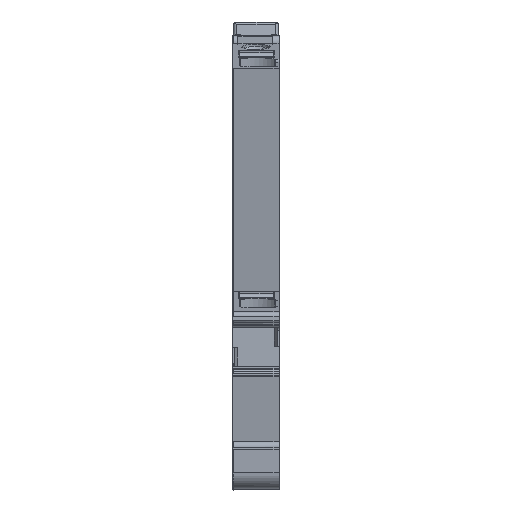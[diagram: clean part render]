
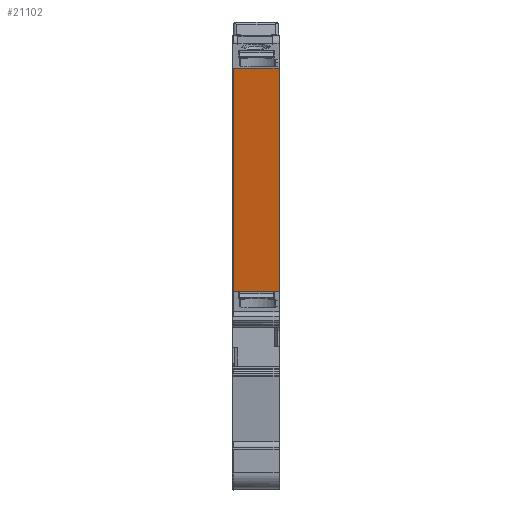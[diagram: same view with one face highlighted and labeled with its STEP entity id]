
A CAD part, front view. The second image highlights one B-rep face of the part: STEP entity #21102.
In plain terms, the highlighted planar face has unit normal (0, -0.983, -0.183).
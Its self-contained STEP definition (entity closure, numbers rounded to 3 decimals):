
#21089=AXIS2_PLACEMENT_3D('Plane Axis2P3D',#21086,#21087,#21088) ;
#5069=CARTESIAN_POINT('Vertex',(5.1,9.276,46.614)) ;
#5072=CARTESIAN_POINT('Line Origine',(5.1,11.569,34.287)) ;
#5076=CARTESIAN_POINT('Vertex',(5.1,13.861,21.96)) ;
#15618=CARTESIAN_POINT('Vertex',(0.05,13.861,21.96)) ;
#15645=CARTESIAN_POINT('Control Point',(0.05,9.276,46.614)) ;
#15646=CARTESIAN_POINT('Control Point',(0.05,10.193,41.683)) ;
#15647=CARTESIAN_POINT('Control Point',(0.05,11.11,36.752)) ;
#15648=CARTESIAN_POINT('Control Point',(0.05,12.027,31.821)) ;
#15649=CARTESIAN_POINT('Control Point',(0.05,12.944,26.89)) ;
#15650=CARTESIAN_POINT('Control Point',(0.05,13.861,21.96)) ;
#15651=CARTESIAN_POINT('Vertex',(0.05,9.276,46.614)) ;
#15667=CARTESIAN_POINT('Line Origine',(2.575,9.276,46.614)) ;
#21086=CARTESIAN_POINT('Axis2P3D Location',(0.,13.861,21.96)) ;
#21091=CARTESIAN_POINT('Line Origine',(2.575,13.861,21.96)) ;
#5073=DIRECTION('Vector Direction',(0.,-0.183,0.983)) ;
#15668=DIRECTION('Vector Direction',(1.,0.,0.)) ;
#21087=DIRECTION('Axis2P3D Direction',(0.,0.983,0.183)) ;
#21088=DIRECTION('Axis2P3D XDirection',(0.,-0.183,0.983)) ;
#21092=DIRECTION('Vector Direction',(1.,0.,0.)) ;
#5074=VECTOR('Line Direction',#5073,1.) ;
#15669=VECTOR('Line Direction',#15668,1.) ;
#21093=VECTOR('Line Direction',#21092,1.) ;
#21097=ORIENTED_EDGE('',*,*,#15653,.F.) ;
#21098=ORIENTED_EDGE('',*,*,#21095,.T.) ;
#21099=ORIENTED_EDGE('',*,*,#5078,.T.) ;
#21100=ORIENTED_EDGE('',*,*,#15671,.F.) ;
#21102=ADVANCED_FACE('MLD',(#21101),#21090,.F.) ;
#15644=B_SPLINE_CURVE_WITH_KNOTS('',5,(#15645,#15646,#15647,#15648,#15649,#15650),.UNSPECIFIED.,.F.,.U.,(6,6),(0.,25.077),.UNSPECIFIED.) ;
#5078=EDGE_CURVE('',#5077,#5070,#5075,.T.) ;
#15653=EDGE_CURVE('',#15619,#15652,#15644,.F.) ;
#15671=EDGE_CURVE('',#15652,#5070,#15670,.T.) ;
#21095=EDGE_CURVE('',#15619,#5077,#21094,.T.) ;
#21096=EDGE_LOOP('',(#21097,#21098,#21099,#21100)) ;
#21101=FACE_OUTER_BOUND('',#21096,.T.) ;
#5075=LINE('Line',#5072,#5074) ;
#15670=LINE('Line',#15667,#15669) ;
#21094=LINE('Line',#21091,#21093) ;
#21090=PLANE('',#21089) ;
#5070=VERTEX_POINT('',#5069) ;
#5077=VERTEX_POINT('',#5076) ;
#15619=VERTEX_POINT('',#15618) ;
#15652=VERTEX_POINT('',#15651) ;
